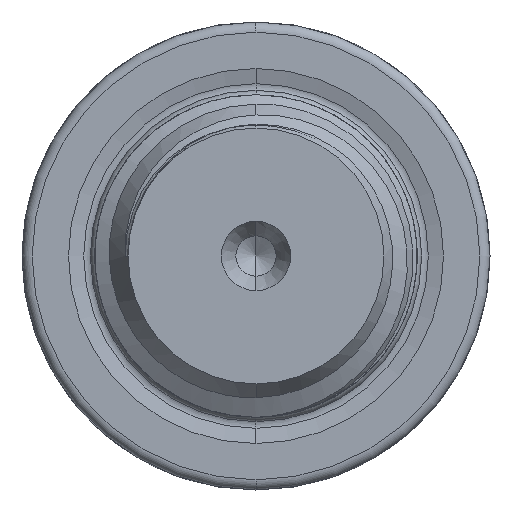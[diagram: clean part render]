
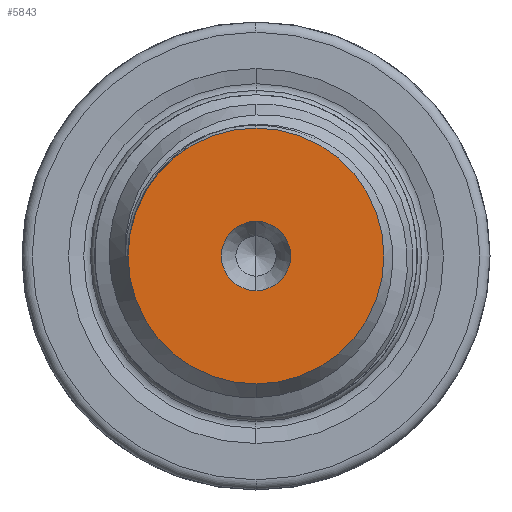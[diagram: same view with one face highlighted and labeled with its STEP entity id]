
A CAD part, left-side view. The second image highlights one B-rep face of the part: STEP entity #5843.
In plain terms, the highlighted planar face has unit normal (-1, 0, 0).
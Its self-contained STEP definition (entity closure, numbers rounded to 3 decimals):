
#90 = EDGE_CURVE ( 'NONE', #3102, #2745, #5237, .T. ) ;
#113 = CARTESIAN_POINT ( 'NONE',  ( 0., 0., -1.7 ) ) ;
#287 = CARTESIAN_POINT ( 'NONE',  ( 0., 0., 0. ) ) ;
#410 = ORIENTED_EDGE ( 'NONE', *, *, #4996, .F. ) ;
#957 = CARTESIAN_POINT ( 'NONE',  ( 0., 0., 0. ) ) ;
#998 = DIRECTION ( 'NONE',  ( -1., 0., 0. ) ) ;
#1079 = DIRECTION ( 'NONE',  ( 0., 0., 1. ) ) ;
#1086 = EDGE_LOOP ( 'NONE', ( #3447, #4357 ) ) ;
#1614 = AXIS2_PLACEMENT_3D ( 'NONE', #287, #2133, #3113 ) ;
#1740 = AXIS2_PLACEMENT_3D ( 'NONE', #3578, #4930, #2667 ) ;
#1760 = PLANE ( 'NONE',  #5542 ) ;
#1934 = DIRECTION ( 'NONE',  ( 0., 0., 1. ) ) ;
#2132 = FACE_BOUND ( 'NONE', #4656, .T. ) ;
#2133 = DIRECTION ( 'NONE',  ( -1., 0., 0. ) ) ;
#2165 = DIRECTION ( 'NONE',  ( 0., 0., -1. ) ) ;
#2508 = DIRECTION ( 'NONE',  ( -1., 0., 0. ) ) ;
#2667 = DIRECTION ( 'NONE',  ( 0., 0., 1. ) ) ;
#2745 = VERTEX_POINT ( 'NONE', #5716 ) ;
#2984 = VERTEX_POINT ( 'NONE', #113 ) ;
#3102 = VERTEX_POINT ( 'NONE', #4395 ) ;
#3112 = CARTESIAN_POINT ( 'NONE',  ( 0., 0., 0. ) ) ;
#3113 = DIRECTION ( 'NONE',  ( 0., 0., 1. ) ) ;
#3447 = ORIENTED_EDGE ( 'NONE', *, *, #90, .T. ) ;
#3578 = CARTESIAN_POINT ( 'NONE',  ( 0., 0., 0. ) ) ;
#3614 = ORIENTED_EDGE ( 'NONE', *, *, #3641, .F. ) ;
#3641 = EDGE_CURVE ( 'NONE', #5728, #2984, #5182, .T. ) ;
#3959 = DIRECTION ( 'NONE',  ( 1., 0., 0. ) ) ;
#4357 = ORIENTED_EDGE ( 'NONE', *, *, #4580, .T. ) ;
#4395 = CARTESIAN_POINT ( 'NONE',  ( 0., 0., -6.287 ) ) ;
#4422 = CARTESIAN_POINT ( 'NONE',  ( 0., 0., 1.7 ) ) ;
#4506 = FACE_OUTER_BOUND ( 'NONE', #1086, .T. ) ;
#4580 = EDGE_CURVE ( 'NONE', #2745, #3102, #4948, .T. ) ;
#4656 = EDGE_LOOP ( 'NONE', ( #3614, #410 ) ) ;
#4930 = DIRECTION ( 'NONE',  ( -1., 0., 0. ) ) ;
#4948 = CIRCLE ( 'NONE', #1740, 6.287 ) ;
#4996 = EDGE_CURVE ( 'NONE', #2984, #5728, #5266, .T. ) ;
#5056 = AXIS2_PLACEMENT_3D ( 'NONE', #5175, #998, #1934 ) ;
#5175 = CARTESIAN_POINT ( 'NONE',  ( 0., 0., 0. ) ) ;
#5182 = CIRCLE ( 'NONE', #5656, 1.7 ) ;
#5237 = CIRCLE ( 'NONE', #1614, 6.287 ) ;
#5266 = CIRCLE ( 'NONE', #5056, 1.7 ) ;
#5542 = AXIS2_PLACEMENT_3D ( 'NONE', #3112, #3959, #2165 ) ;
#5656 = AXIS2_PLACEMENT_3D ( 'NONE', #957, #2508, #1079 ) ;
#5716 = CARTESIAN_POINT ( 'NONE',  ( 0., 0., 6.287 ) ) ;
#5728 = VERTEX_POINT ( 'NONE', #4422 ) ;
#5843 = ADVANCED_FACE ( 'NONE', ( #4506, #2132 ), #1760, .F. ) ;
